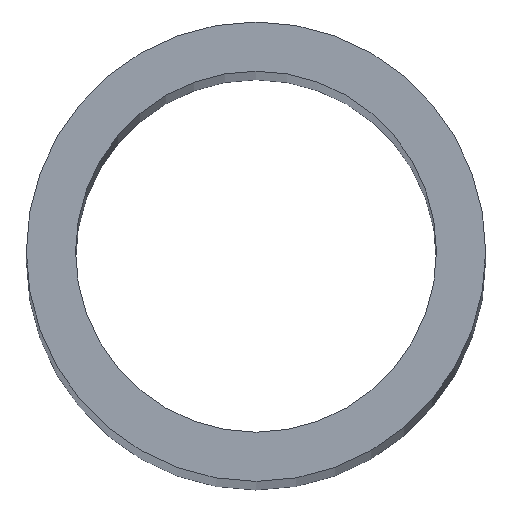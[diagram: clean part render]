
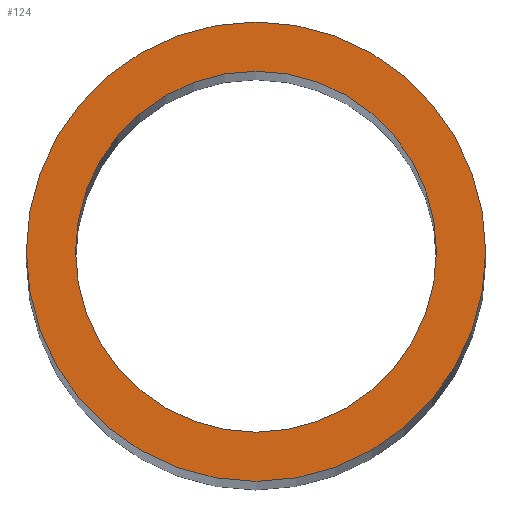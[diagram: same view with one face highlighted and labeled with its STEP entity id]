
A CAD part, top view. The second image highlights one B-rep face of the part: STEP entity #124.
In plain terms, the highlighted planar face has unit normal (0, 0, 1).
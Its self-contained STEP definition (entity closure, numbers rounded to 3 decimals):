
#8 = DIRECTION ( 'NONE',  ( 0., 0., 1. ) ) ;
#9 = EDGE_LOOP ( 'NONE', ( #78, #53 ) ) ;
#12 = AXIS2_PLACEMENT_3D ( 'NONE', #30, #88, #188 ) ;
#14 = FACE_BOUND ( 'NONE', #182, .T. ) ;
#25 = CIRCLE ( 'NONE', #48, 7. ) ;
#27 = CIRCLE ( 'NONE', #179, 5.5 ) ;
#30 = CARTESIAN_POINT ( 'NONE',  ( 0., 0., 150. ) ) ;
#33 = EDGE_CURVE ( 'NONE', #35, #37, #27, .T. ) ;
#35 = VERTEX_POINT ( 'NONE', #47 ) ;
#37 = VERTEX_POINT ( 'NONE', #64 ) ;
#38 = CIRCLE ( 'NONE', #80, 7. ) ;
#40 = EDGE_CURVE ( 'NONE', #115, #67, #25, .T. ) ;
#44 = CARTESIAN_POINT ( 'NONE',  ( -7., 0., 150. ) ) ;
#45 = CARTESIAN_POINT ( 'NONE',  ( 7., 0., 150. ) ) ;
#46 = DIRECTION ( 'NONE',  ( 1., 0., 0. ) ) ;
#47 = CARTESIAN_POINT ( 'NONE',  ( -5.5, 0., 150. ) ) ;
#48 = AXIS2_PLACEMENT_3D ( 'NONE', #144, #8, #74 ) ;
#53 = ORIENTED_EDGE ( 'NONE', *, *, #145, .T. ) ;
#59 = DIRECTION ( 'NONE',  ( 0., 0., 1. ) ) ;
#60 = CARTESIAN_POINT ( 'NONE',  ( 0., 0., 150. ) ) ;
#64 = CARTESIAN_POINT ( 'NONE',  ( 5.5, 0., 150. ) ) ;
#67 = VERTEX_POINT ( 'NONE', #45 ) ;
#69 = EDGE_CURVE ( 'NONE', #37, #35, #165, .T. ) ;
#74 = DIRECTION ( 'NONE',  ( 1., 0., 0. ) ) ;
#75 = AXIS2_PLACEMENT_3D ( 'NONE', #60, #117, #46 ) ;
#78 = ORIENTED_EDGE ( 'NONE', *, *, #40, .T. ) ;
#80 = AXIS2_PLACEMENT_3D ( 'NONE', #105, #59, #170 ) ;
#88 = DIRECTION ( 'NONE',  ( 0., 0., 1. ) ) ;
#105 = CARTESIAN_POINT ( 'NONE',  ( 0., 0., 150. ) ) ;
#115 = VERTEX_POINT ( 'NONE', #44 ) ;
#117 = DIRECTION ( 'NONE',  ( 0., 0., 1. ) ) ;
#121 = FACE_OUTER_BOUND ( 'NONE', #9, .T. ) ;
#124 = ADVANCED_FACE ( 'NONE', ( #14, #121 ), #136, .T. ) ;
#136 = PLANE ( 'NONE',  #12 ) ;
#144 = CARTESIAN_POINT ( 'NONE',  ( 0., 0., 150. ) ) ;
#145 = EDGE_CURVE ( 'NONE', #67, #115, #38, .T. ) ;
#165 = CIRCLE ( 'NONE', #75, 5.5 ) ;
#170 = DIRECTION ( 'NONE',  ( 1., 0., 0. ) ) ;
#174 = ORIENTED_EDGE ( 'NONE', *, *, #33, .F. ) ;
#178 = DIRECTION ( 'NONE',  ( 0., 0., 1. ) ) ;
#179 = AXIS2_PLACEMENT_3D ( 'NONE', #191, #178, #190 ) ;
#182 = EDGE_LOOP ( 'NONE', ( #187, #174 ) ) ;
#187 = ORIENTED_EDGE ( 'NONE', *, *, #69, .F. ) ;
#188 = DIRECTION ( 'NONE',  ( 1., 0., 0. ) ) ;
#190 = DIRECTION ( 'NONE',  ( 1., 0., 0. ) ) ;
#191 = CARTESIAN_POINT ( 'NONE',  ( 0., 0., 150. ) ) ;
